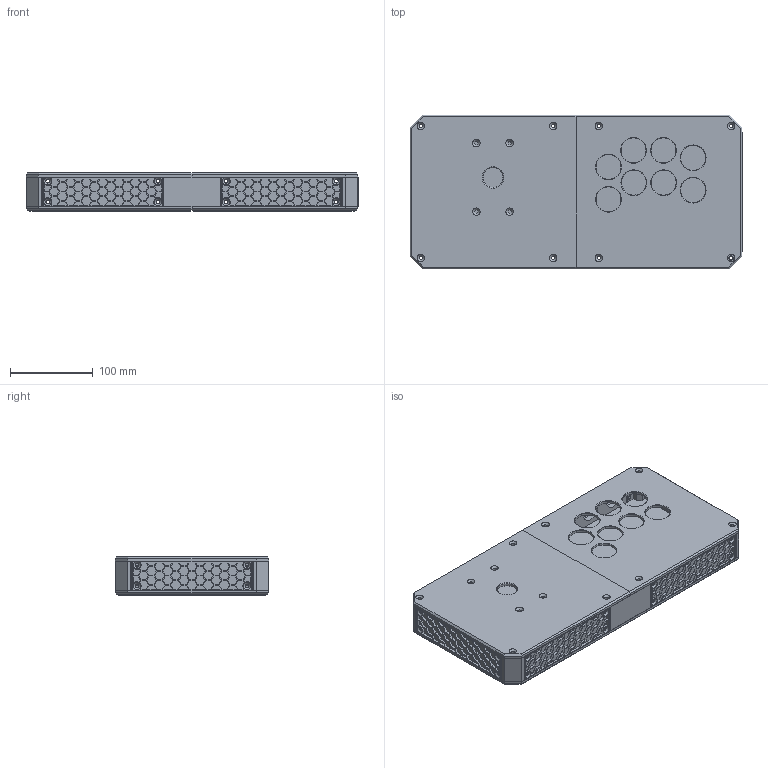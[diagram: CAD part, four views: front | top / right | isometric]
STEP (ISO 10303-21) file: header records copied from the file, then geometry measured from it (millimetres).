
FILE_DESCRIPTION(/* description */ (''),/* implementation_level */ '2;1');
FILE_NAME(/* name */ 'OSM - Full Case.step',/* time_stamp */ '2024-06-15T11:01:37-04:00',/* author */ (''),/* organization */ (''),/* preprocessor_version */ 'ST-DEVELOPER v20',/* originating_system */ 'Autodesk Translation Framework v13.14.0.145',/* authorisation */ '');
FILE_SCHEMA (('AUTOMOTIVE_DESIGN { 1 0 10303 214 3 1 1 }'));
Products named in the file (1): Core
Bounding box: 400 x 185 x 46 mm (x, y, z)
Volume: 1134831.2 mm3; surface area: 647406.6 mm2
Topology: 28 solids, 28 shells, 2409 faces, 6891 edges, 4553 vertices
Faces by surface type: plane 2025, cylinder 294, cone 90
Full cylindrical faces by diameter (mm): 3.05 x4, 3.5 x4, 4.5 x90, 7.5 x4, 12 x4, 23.7 x2, 24 x1, 24.05 x12, 26 x1, 30.05 x8, 35 x1, 45 x1
Entity records: 79211 total; most frequent: CARTESIAN_POINT 13896, ORIENTED_EDGE 13782, DIRECTION 12426, EDGE_CURVE 6891, LINE 6148, VECTOR 6148, VERTEX_POINT 4553, EDGE_LOOP 3280
